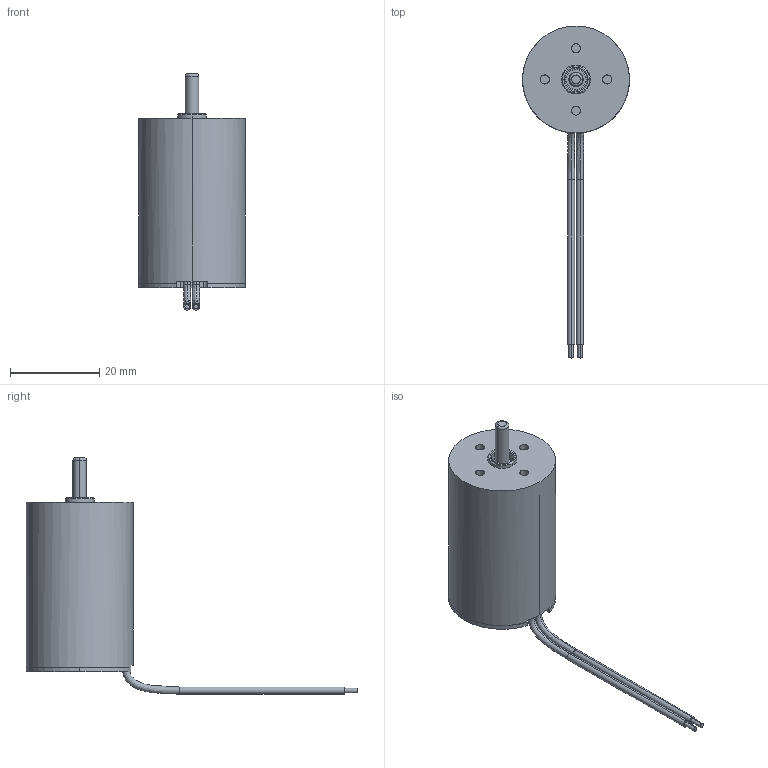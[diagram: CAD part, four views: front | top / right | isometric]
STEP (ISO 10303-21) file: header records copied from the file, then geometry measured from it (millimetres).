
FILE_DESCRIPTION (( 'STEP AP214' ), '1' );
FILE_NAME ('BD2438.STEP', '2025-12-01T03:26:44', ( 'Windows 蚚誧' ), ( 'Organization' ), 'SwSTEP 2.0', 'SolidWorks 2024', '' );
FILE_SCHEMA (( 'AUTOMOTIVE_DESIGN' ));
Length unit declared in the file: millimetre
Products named in the file (1): BD2438
Bounding box: 24 x 74.4 x 53 mm (x, y, z)
Volume: 4579.6 mm3; surface area: 9227.6 mm2
Topology: 6 solids, 6 shells, 143 faces, 317 edges, 200 vertices
Faces by surface type: cylinder 75, plane 36, cone 16, torus 12, bspline 4
Entity records: 4852 total; most frequent: CARTESIAN_POINT 1445, DIRECTION 782, ORIENTED_EDGE 634, AXIS2_PLACEMENT_3D 333, EDGE_CURVE 317, VERTEX_POINT 200, CIRCLE 193, EDGE_LOOP 169
